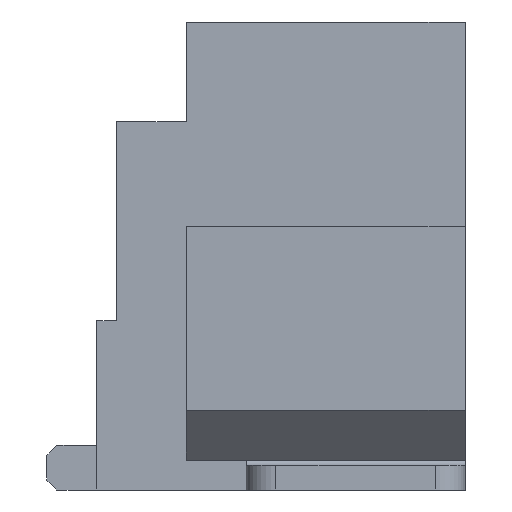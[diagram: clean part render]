
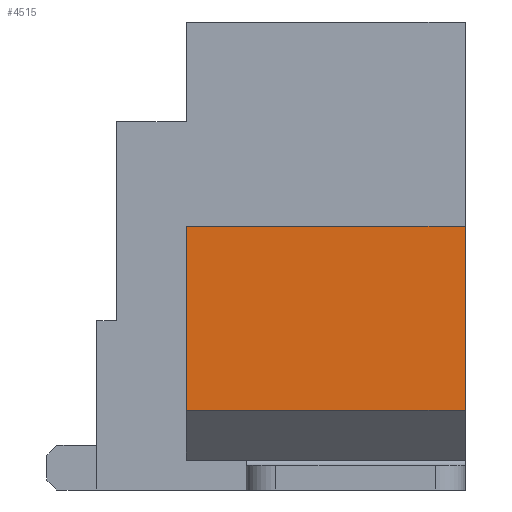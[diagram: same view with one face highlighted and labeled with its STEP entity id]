
A CAD part, left-side view. The second image highlights one B-rep face of the part: STEP entity #4515.
In plain terms, the highlighted planar face has unit normal (-1, 0, 0).
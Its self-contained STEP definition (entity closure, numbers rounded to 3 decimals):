
#44 = PLANE('',#45);
#45 = AXIS2_PLACEMENT_3D('',#46,#47,#48);
#46 = CARTESIAN_POINT('',(-2.125,-2.475,0.));
#47 = DIRECTION('',(0.,1.,0.));
#48 = DIRECTION('',(0.,0.,1.));
#454 = VERTEX_POINT('',#455);
#455 = CARTESIAN_POINT('',(-3.875,-2.475,0.8));
#469 = PLANE('',#470);
#470 = AXIS2_PLACEMENT_3D('',#471,#472,#473);
#471 = CARTESIAN_POINT('',(-3.375,-2.475,0.3));
#472 = DIRECTION('',(0.707,0.,0.707));
#473 = DIRECTION('',(-0.707,0.,0.707));
#481 = EDGE_CURVE('',#454,#482,#484,.T.);
#482 = VERTEX_POINT('',#483);
#483 = CARTESIAN_POINT('',(-3.875,-2.475,2.65));
#484 = SURFACE_CURVE('',#485,(#489,#496),.PCURVE_S1.);
#485 = LINE('',#486,#487);
#486 = CARTESIAN_POINT('',(-3.875,-2.475,0.8));
#487 = VECTOR('',#488,1.);
#488 = DIRECTION('',(0.,0.,1.));
#489 = PCURVE('',#44,#490);
#490 = DEFINITIONAL_REPRESENTATION('',(#491),#495);
#491 = LINE('',#492,#493);
#492 = CARTESIAN_POINT('',(0.8,-1.75));
#493 = VECTOR('',#494,1.);
#494 = DIRECTION('',(1.,0.));
#495 = ( GEOMETRIC_REPRESENTATION_CONTEXT(2)
PARAMETRIC_REPRESENTATION_CONTEXT() REPRESENTATION_CONTEXT('2D SPACE',''
) );
#496 = PCURVE('',#497,#502);
#497 = PLANE('',#498);
#498 = AXIS2_PLACEMENT_3D('',#499,#500,#501);
#499 = CARTESIAN_POINT('',(-3.875,-2.475,0.8));
#500 = DIRECTION('',(1.,0.,0.));
#501 = DIRECTION('',(0.,0.,1.));
#502 = DEFINITIONAL_REPRESENTATION('',(#503),#507);
#503 = LINE('',#504,#505);
#504 = CARTESIAN_POINT('',(0.,0.));
#505 = VECTOR('',#506,1.);
#506 = DIRECTION('',(1.,0.));
#507 = ( GEOMETRIC_REPRESENTATION_CONTEXT(2)
PARAMETRIC_REPRESENTATION_CONTEXT() REPRESENTATION_CONTEXT('2D SPACE',''
) );
#525 = PLANE('',#526);
#526 = AXIS2_PLACEMENT_3D('',#527,#528,#529);
#527 = CARTESIAN_POINT('',(-3.875,-2.475,2.65));
#528 = DIRECTION('',(0.,0.,-1.));
#529 = DIRECTION('',(1.,0.,0.));
#2112 = PLANE('',#2113);
#2113 = AXIS2_PLACEMENT_3D('',#2114,#2115,#2116);
#2114 = CARTESIAN_POINT('',(-2.125,0.325,0.3));
#2115 = DIRECTION('',(0.,-1.,0.));
#2116 = DIRECTION('',(0.,0.,-1.));
#4470 = EDGE_CURVE('',#482,#4471,#4473,.T.);
#4471 = VERTEX_POINT('',#4472);
#4472 = CARTESIAN_POINT('',(-3.875,0.325,2.65));
#4473 = SURFACE_CURVE('',#4474,(#4478,#4485),.PCURVE_S1.);
#4474 = LINE('',#4475,#4476);
#4475 = CARTESIAN_POINT('',(-3.875,-2.475,2.65));
#4476 = VECTOR('',#4477,1.);
#4477 = DIRECTION('',(0.,1.,0.));
#4478 = PCURVE('',#525,#4479);
#4479 = DEFINITIONAL_REPRESENTATION('',(#4480),#4484);
#4480 = LINE('',#4481,#4482);
#4481 = CARTESIAN_POINT('',(0.,0.));
#4482 = VECTOR('',#4483,1.);
#4483 = DIRECTION('',(0.,-1.));
#4484 = ( GEOMETRIC_REPRESENTATION_CONTEXT(2)
PARAMETRIC_REPRESENTATION_CONTEXT() REPRESENTATION_CONTEXT('2D SPACE',''
) );
#4485 = PCURVE('',#497,#4486);
#4486 = DEFINITIONAL_REPRESENTATION('',(#4487),#4491);
#4487 = LINE('',#4488,#4489);
#4488 = CARTESIAN_POINT('',(1.85,0.));
#4489 = VECTOR('',#4490,1.);
#4490 = DIRECTION('',(0.,-1.));
#4491 = ( GEOMETRIC_REPRESENTATION_CONTEXT(2)
PARAMETRIC_REPRESENTATION_CONTEXT() REPRESENTATION_CONTEXT('2D SPACE',''
) );
#4515 = ADVANCED_FACE('',(#4516),#497,.F.);
#4516 = FACE_BOUND('',#4517,.F.);
#4517 = EDGE_LOOP('',(#4518,#4541,#4562,#4563));
#4518 = ORIENTED_EDGE('',*,*,#4519,.T.);
#4519 = EDGE_CURVE('',#454,#4520,#4522,.T.);
#4520 = VERTEX_POINT('',#4521);
#4521 = CARTESIAN_POINT('',(-3.875,0.325,0.8));
#4522 = SURFACE_CURVE('',#4523,(#4527,#4534),.PCURVE_S1.);
#4523 = LINE('',#4524,#4525);
#4524 = CARTESIAN_POINT('',(-3.875,-2.475,0.8));
#4525 = VECTOR('',#4526,1.);
#4526 = DIRECTION('',(0.,1.,0.));
#4527 = PCURVE('',#497,#4528);
#4528 = DEFINITIONAL_REPRESENTATION('',(#4529),#4533);
#4529 = LINE('',#4530,#4531);
#4530 = CARTESIAN_POINT('',(0.,0.));
#4531 = VECTOR('',#4532,1.);
#4532 = DIRECTION('',(0.,-1.));
#4533 = ( GEOMETRIC_REPRESENTATION_CONTEXT(2)
PARAMETRIC_REPRESENTATION_CONTEXT() REPRESENTATION_CONTEXT('2D SPACE',''
) );
#4534 = PCURVE('',#469,#4535);
#4535 = DEFINITIONAL_REPRESENTATION('',(#4536),#4540);
#4536 = LINE('',#4537,#4538);
#4537 = CARTESIAN_POINT('',(0.707,0.));
#4538 = VECTOR('',#4539,1.);
#4539 = DIRECTION('',(0.,-1.));
#4540 = ( GEOMETRIC_REPRESENTATION_CONTEXT(2)
PARAMETRIC_REPRESENTATION_CONTEXT() REPRESENTATION_CONTEXT('2D SPACE',''
) );
#4541 = ORIENTED_EDGE('',*,*,#4542,.T.);
#4542 = EDGE_CURVE('',#4520,#4471,#4543,.T.);
#4543 = SURFACE_CURVE('',#4544,(#4548,#4555),.PCURVE_S1.);
#4544 = LINE('',#4545,#4546);
#4545 = CARTESIAN_POINT('',(-3.875,0.325,0.8));
#4546 = VECTOR('',#4547,1.);
#4547 = DIRECTION('',(0.,0.,1.));
#4548 = PCURVE('',#497,#4549);
#4549 = DEFINITIONAL_REPRESENTATION('',(#4550),#4554);
#4550 = LINE('',#4551,#4552);
#4551 = CARTESIAN_POINT('',(0.,-2.8));
#4552 = VECTOR('',#4553,1.);
#4553 = DIRECTION('',(1.,0.));
#4554 = ( GEOMETRIC_REPRESENTATION_CONTEXT(2)
PARAMETRIC_REPRESENTATION_CONTEXT() REPRESENTATION_CONTEXT('2D SPACE',''
) );
#4555 = PCURVE('',#2112,#4556);
#4556 = DEFINITIONAL_REPRESENTATION('',(#4557),#4561);
#4557 = LINE('',#4558,#4559);
#4558 = CARTESIAN_POINT('',(-0.5,-1.75));
#4559 = VECTOR('',#4560,1.);
#4560 = DIRECTION('',(-1.,0.));
#4561 = ( GEOMETRIC_REPRESENTATION_CONTEXT(2)
PARAMETRIC_REPRESENTATION_CONTEXT() REPRESENTATION_CONTEXT('2D SPACE',''
) );
#4562 = ORIENTED_EDGE('',*,*,#4470,.F.);
#4563 = ORIENTED_EDGE('',*,*,#481,.F.);
